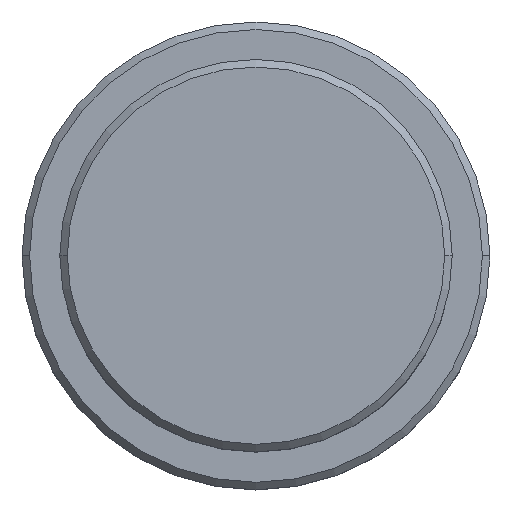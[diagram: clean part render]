
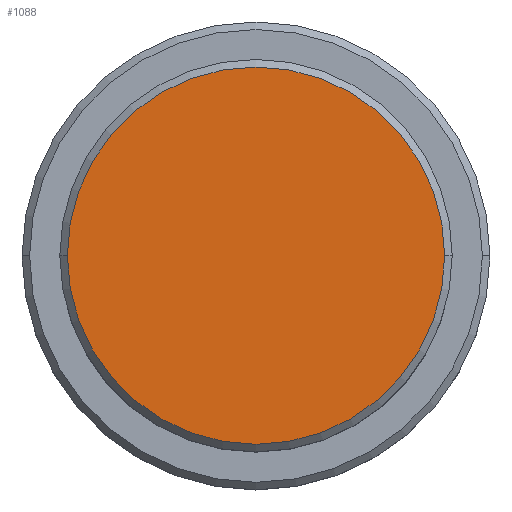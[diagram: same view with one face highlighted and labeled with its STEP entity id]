
A CAD part, top view. The second image highlights one B-rep face of the part: STEP entity #1088.
In plain terms, the highlighted planar face has unit normal (0, 0, 1).
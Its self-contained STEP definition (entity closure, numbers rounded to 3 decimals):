
#30 = CARTESIAN_POINT ( 'NONE',  ( 12.5, 0., 0. ) ) ;
#129 = AXIS2_PLACEMENT_3D ( 'NONE', #254, #683, #1112 ) ;
#135 = DIRECTION ( 'NONE',  ( 0., 0., 1. ) ) ;
#146 = DIRECTION ( 'NONE',  ( 1., 0., 0. ) ) ;
#157 = EDGE_LOOP ( 'NONE', ( #394, #1101 ) ) ;
#207 = VERTEX_POINT ( 'NONE', #358 ) ;
#254 = CARTESIAN_POINT ( 'NONE',  ( 0., 0., 0. ) ) ;
#358 = CARTESIAN_POINT ( 'NONE',  ( -12.5, 0., 0. ) ) ;
#394 = ORIENTED_EDGE ( 'NONE', *, *, #1037, .T. ) ;
#400 = CIRCLE ( 'NONE', #129, 12.5 ) ;
#575 = FACE_OUTER_BOUND ( 'NONE', #157, .T. ) ;
#683 = DIRECTION ( 'NONE',  ( 0., 0., 1. ) ) ;
#686 = DIRECTION ( 'NONE',  ( 1., 0., 0. ) ) ;
#687 = PLANE ( 'NONE',  #1391 ) ;
#1008 = DIRECTION ( 'NONE',  ( 0., 0., 1. ) ) ;
#1037 = EDGE_CURVE ( 'NONE', #207, #1324, #400, .T. ) ;
#1057 = AXIS2_PLACEMENT_3D ( 'NONE', #1284, #135, #686 ) ;
#1088 = ADVANCED_FACE ( 'NONE', ( #575 ), #687, .T. ) ;
#1101 = ORIENTED_EDGE ( 'NONE', *, *, #1264, .T. ) ;
#1112 = DIRECTION ( 'NONE',  ( 1., 0., 0. ) ) ;
#1116 = CARTESIAN_POINT ( 'NONE',  ( 0., 0., 0. ) ) ;
#1132 = CIRCLE ( 'NONE', #1057, 12.5 ) ;
#1264 = EDGE_CURVE ( 'NONE', #1324, #207, #1132, .T. ) ;
#1284 = CARTESIAN_POINT ( 'NONE',  ( 0., 0., 0. ) ) ;
#1324 = VERTEX_POINT ( 'NONE', #30 ) ;
#1391 = AXIS2_PLACEMENT_3D ( 'NONE', #1116, #1008, #146 ) ;
